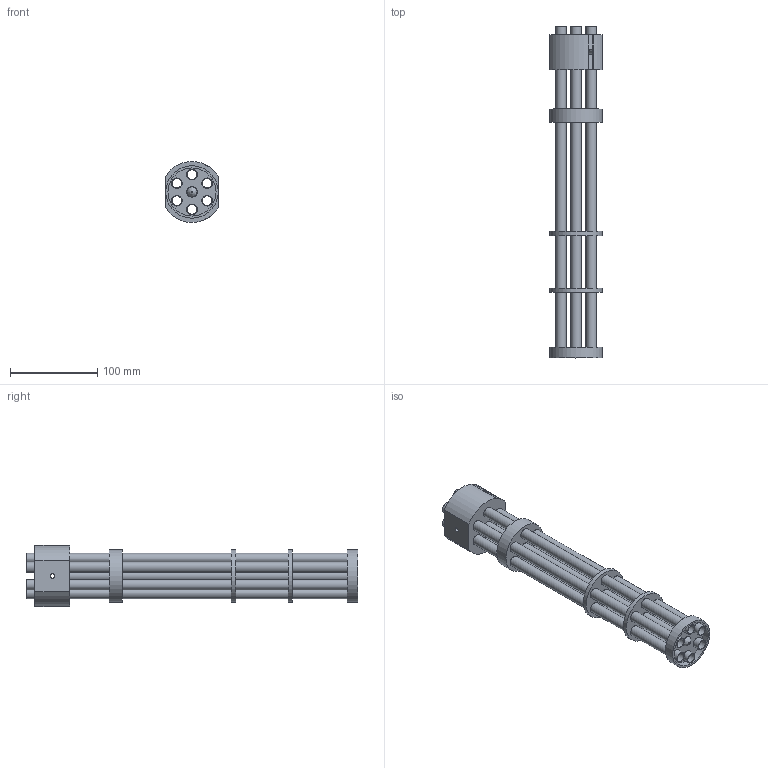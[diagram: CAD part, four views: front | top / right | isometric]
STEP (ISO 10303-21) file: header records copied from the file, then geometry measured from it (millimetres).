
FILE_DESCRIPTION(/* description */ (''),/* implementation_level */ '2;1');
FILE_NAME(/* name */ 'Barrel_v18.step',/* time_stamp */ '2022-05-10T16:49:39+01:00',/* author */ (''),/* organization */ (''),/* preprocessor_version */ 'ST-DEVELOPER v18.1',/* originating_system */ 'Autodesk Translation Framework v10.14.0.1471',/* authorisation */ '');
FILE_SCHEMA (('AUTOMOTIVE_DESIGN { 1 0 10303 214 3 1 1 }'));
Length unit declared in the file: millimetre
Products named in the file (1): Barrel
Bounding box: 60 x 380 x 69.88 mm (x, y, z)
Volume: 216737.6 mm3; surface area: 248274.1 mm2
Topology: 13 solids, 13 shells, 130 faces, 276 edges, 183 vertices
Faces by surface type: cylinder 72, plane 57, bspline 1
Full cylindrical faces by diameter (mm): 3.4 x4, 5.1 x1, 6 x2, 10.8 x1, 11 x7, 12 x7, 12.2 x35, 16 x6, 55 x1, 60 x4
Entity records: 4071 total; most frequent: CARTESIAN_POINT 891, DIRECTION 678, ORIENTED_EDGE 552, AXIS2_PLACEMENT_3D 277, EDGE_CURVE 276, EDGE_LOOP 233, VERTEX_POINT 183, CIRCLE 145
